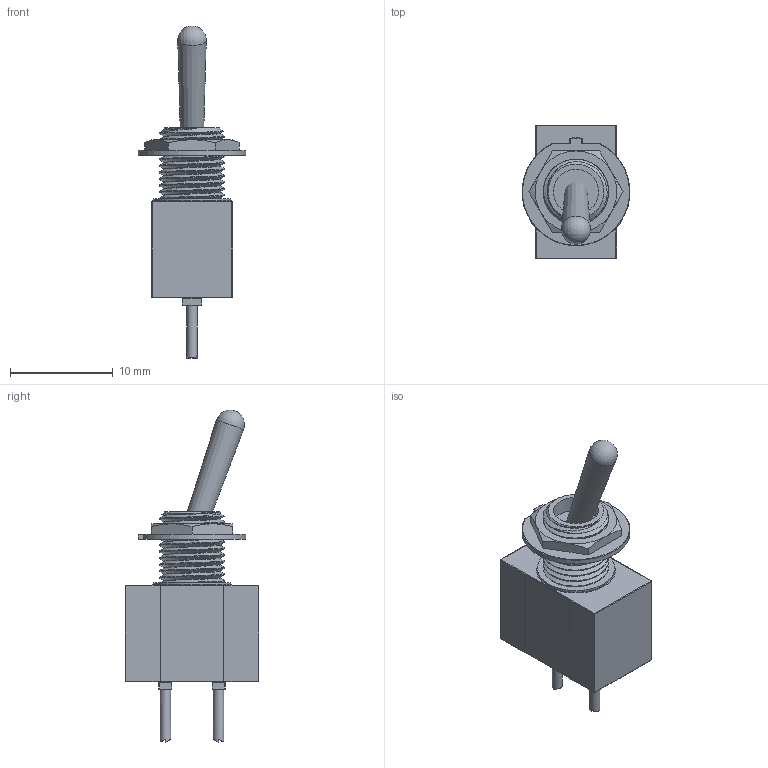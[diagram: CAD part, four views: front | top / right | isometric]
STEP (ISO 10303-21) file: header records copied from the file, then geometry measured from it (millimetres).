
FILE_DESCRIPTION(('STEP AP242'), '1');
FILE_NAME('Toggle Switch (7172K610)', '2026-02-09T16:14:42', ('afana'), (''), 'C3D Converter', 'C3D Toolkit', '');
FILE_SCHEMA(('AP242_MANAGED_MODEL_BASED_3D_ENGINEERING_MIM_LF { 1 0 10303 442 1 1 4 }'));
Length unit declared in the file: millimetre
Products named in the file (1): 7172K61
Bounding box: 10.46 x 12.95 x 32.26 mm (x, y, z)
Volume: 1277 mm3; surface area: 1340.7 mm2
Topology: 9 solids, 9 shells, 159 faces, 350 edges, 186 vertices
Faces by surface type: cylinder 66, plane 55, sphere 25, cone 8, torus 3, bspline 2
Full cylindrical faces by diameter (mm): 1.016 x2, 4.381 x1, 6.35 x1, 7.558 x1
Entity records: 15981 total; most frequent: CARTESIAN_POINT 12686, DIRECTION 673, ORIENTED_EDGE 630, EDGE_CURVE 315, AXIS2_PLACEMENT_3D 262, VERTEX_POINT 184, EDGE_LOOP 171, FACE_BOUND 160
